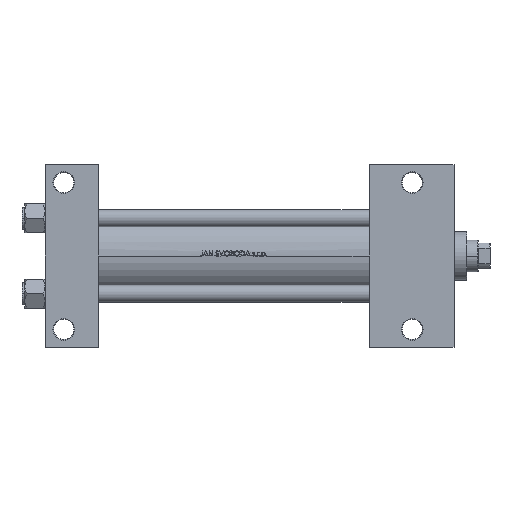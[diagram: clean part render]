
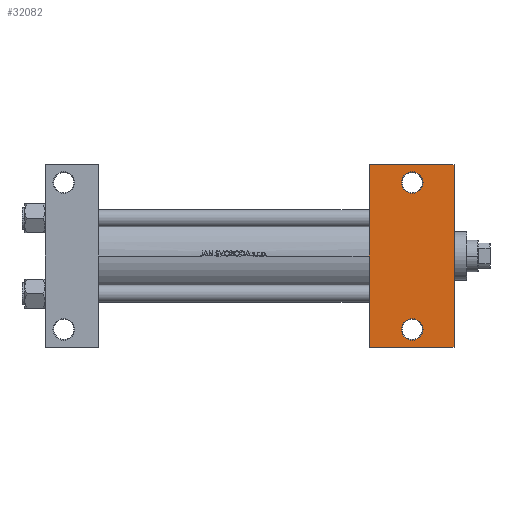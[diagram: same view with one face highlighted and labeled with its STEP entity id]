
A CAD part, front view. The second image highlights one B-rep face of the part: STEP entity #32082.
In plain terms, the highlighted face is planar.
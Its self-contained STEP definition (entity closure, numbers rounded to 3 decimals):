
#626 = CARTESIAN_POINT ( 'NONE',  ( 225., 63.5, -37.5 ) ) ;
#662 = CARTESIAN_POINT ( 'NONE',  ( 247.5, 51., -37.5 ) ) ;
#737 = CIRCLE ( 'NONE', #33268, 7.5 ) ;
#951 = CARTESIAN_POINT ( 'NONE',  ( 255., -51., -37.5 ) ) ;
#1323 = AXIS2_PLACEMENT_3D ( 'NONE', #48496, #33099, #6764 ) ;
#2866 = CARTESIAN_POINT ( 'NONE',  ( 225., -63.5, -37.5 ) ) ;
#2987 = EDGE_LOOP ( 'NONE', ( #19941, #44576 ) ) ;
#4432 = VECTOR ( 'NONE', #6407, 1000. ) ;
#4641 = FACE_BOUND ( 'NONE', #8076, .T. ) ;
#4956 = EDGE_CURVE ( 'NONE', #40465, #17809, #13883, .T. ) ;
#6122 = EDGE_CURVE ( 'NONE', #19552, #34967, #41427, .T. ) ;
#6407 = DIRECTION ( 'NONE',  ( 0., -1., 0. ) ) ;
#6657 = DIRECTION ( 'NONE',  ( 0., -1., 0. ) ) ;
#6764 = DIRECTION ( 'NONE',  ( -1., 0., 0. ) ) ;
#7388 = CARTESIAN_POINT ( 'NONE',  ( 225., 37.5, -37.5 ) ) ;
#8076 = EDGE_LOOP ( 'NONE', ( #27961, #31590 ) ) ;
#8131 = FACE_OUTER_BOUND ( 'NONE', #9043, .T. ) ;
#8555 = LINE ( 'NONE', #626, #37026 ) ;
#9043 = EDGE_LOOP ( 'NONE', ( #38510, #32416, #39498, #40387 ) ) ;
#9046 = DIRECTION ( 'NONE',  ( -1., 0., 0. ) ) ;
#9721 = EDGE_CURVE ( 'NONE', #19552, #40465, #8555, .T. ) ;
#9994 = DIRECTION ( 'NONE',  ( -1., 0., 0. ) ) ;
#10439 = EDGE_CURVE ( 'NONE', #23979, #41516, #41782, .T. ) ;
#10932 = AXIS2_PLACEMENT_3D ( 'NONE', #22293, #32714, #29005 ) ;
#11388 = DIRECTION ( 'NONE',  ( 0., 0., -1. ) ) ;
#11875 = PLANE ( 'NONE',  #35223 ) ;
#12708 = EDGE_CURVE ( 'NONE', #41516, #23979, #34709, .T. ) ;
#12795 = LINE ( 'NONE', #46078, #23172 ) ;
#13269 = CARTESIAN_POINT ( 'NONE',  ( 247.5, -51., -37.5 ) ) ;
#13883 = LINE ( 'NONE', #25061, #4432 ) ;
#14879 = DIRECTION ( 'NONE',  ( -1., 0., 0. ) ) ;
#16349 = EDGE_CURVE ( 'NONE', #42529, #24755, #737, .T. ) ;
#17809 = VERTEX_POINT ( 'NONE', #20156 ) ;
#19552 = VERTEX_POINT ( 'NONE', #32262 ) ;
#19809 = CARTESIAN_POINT ( 'NONE',  ( 284., 37.5, -37.5 ) ) ;
#19941 = ORIENTED_EDGE ( 'NONE', *, *, #12708, .T. ) ;
#20087 = CARTESIAN_POINT ( 'NONE',  ( 284., 63.5, -37.5 ) ) ;
#20156 = CARTESIAN_POINT ( 'NONE',  ( 284., -63.5, -37.5 ) ) ;
#21192 = CIRCLE ( 'NONE', #1323, 7.5 ) ;
#22293 = CARTESIAN_POINT ( 'NONE',  ( 255., 51., -37.5 ) ) ;
#23172 = VECTOR ( 'NONE', #9046, 1000. ) ;
#23259 = DIRECTION ( 'NONE',  ( 1., 0., 0. ) ) ;
#23341 = DIRECTION ( 'NONE',  ( -1., 0., 0. ) ) ;
#23979 = VERTEX_POINT ( 'NONE', #35159 ) ;
#24755 = VERTEX_POINT ( 'NONE', #13269 ) ;
#25061 = CARTESIAN_POINT ( 'NONE',  ( 284., 37.5, -37.5 ) ) ;
#26567 = EDGE_CURVE ( 'NONE', #17809, #34967, #12795, .T. ) ;
#27961 = ORIENTED_EDGE ( 'NONE', *, *, #38689, .T. ) ;
#29005 = DIRECTION ( 'NONE',  ( -1., 0., 0. ) ) ;
#29860 = VECTOR ( 'NONE', #6657, 1000. ) ;
#30989 = FACE_BOUND ( 'NONE', #2987, .T. ) ;
#31590 = ORIENTED_EDGE ( 'NONE', *, *, #16349, .T. ) ;
#32082 = ADVANCED_FACE ( 'NONE', ( #30989, #4641, #8131 ), #11875, .T. ) ;
#32262 = CARTESIAN_POINT ( 'NONE',  ( 225., 63.5, -37.5 ) ) ;
#32265 = AXIS2_PLACEMENT_3D ( 'NONE', #47752, #33091, #9994 ) ;
#32416 = ORIENTED_EDGE ( 'NONE', *, *, #9721, .T. ) ;
#32714 = DIRECTION ( 'NONE',  ( 0., 0., 1. ) ) ;
#33091 = DIRECTION ( 'NONE',  ( 0., 0., 1. ) ) ;
#33099 = DIRECTION ( 'NONE',  ( 0., 0., 1. ) ) ;
#33268 = AXIS2_PLACEMENT_3D ( 'NONE', #951, #42200, #23341 ) ;
#34709 = CIRCLE ( 'NONE', #10932, 7.5 ) ;
#34967 = VERTEX_POINT ( 'NONE', #2866 ) ;
#35159 = CARTESIAN_POINT ( 'NONE',  ( 262.5, 51., -37.5 ) ) ;
#35223 = AXIS2_PLACEMENT_3D ( 'NONE', #19809, #11388, #14879 ) ;
#37026 = VECTOR ( 'NONE', #23259, 1000. ) ;
#38510 = ORIENTED_EDGE ( 'NONE', *, *, #6122, .F. ) ;
#38689 = EDGE_CURVE ( 'NONE', #24755, #42529, #21192, .T. ) ;
#39498 = ORIENTED_EDGE ( 'NONE', *, *, #4956, .T. ) ;
#40387 = ORIENTED_EDGE ( 'NONE', *, *, #26567, .T. ) ;
#40465 = VERTEX_POINT ( 'NONE', #20087 ) ;
#41427 = LINE ( 'NONE', #7388, #29860 ) ;
#41516 = VERTEX_POINT ( 'NONE', #662 ) ;
#41782 = CIRCLE ( 'NONE', #32265, 7.5 ) ;
#42200 = DIRECTION ( 'NONE',  ( 0., 0., 1. ) ) ;
#42529 = VERTEX_POINT ( 'NONE', #46132 ) ;
#44576 = ORIENTED_EDGE ( 'NONE', *, *, #10439, .T. ) ;
#46078 = CARTESIAN_POINT ( 'NONE',  ( 225., -63.5, -37.5 ) ) ;
#46132 = CARTESIAN_POINT ( 'NONE',  ( 262.5, -51., -37.5 ) ) ;
#47752 = CARTESIAN_POINT ( 'NONE',  ( 255., 51., -37.5 ) ) ;
#48496 = CARTESIAN_POINT ( 'NONE',  ( 255., -51., -37.5 ) ) ;
